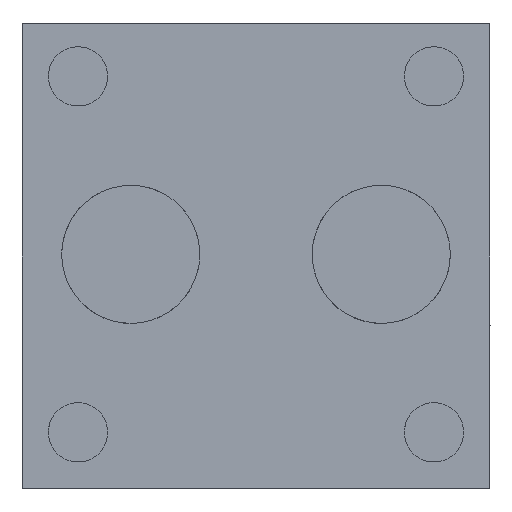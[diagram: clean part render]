
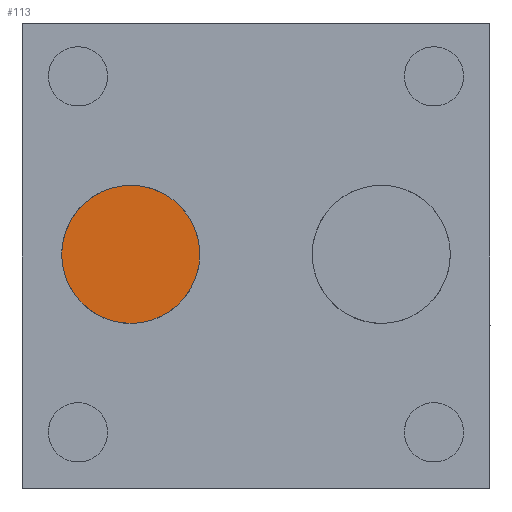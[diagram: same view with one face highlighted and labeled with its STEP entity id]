
A CAD part, left-side view. The second image highlights one B-rep face of the part: STEP entity #113.
In plain terms, the highlighted planar face has unit normal (-1, 0, 0).
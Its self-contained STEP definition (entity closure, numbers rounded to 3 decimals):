
#113=ADVANCED_FACE($,(#307),#2559,.T.);
#307=FACE_OUTER_BOUND($,#545,.T.);
#545=EDGE_LOOP($,(#1006,#1007,#1008,#1009));
#1006=ORIENTED_EDGE($,*,*,#1899,.F.);
#1007=ORIENTED_EDGE($,*,*,#1900,.F.);
#1008=ORIENTED_EDGE($,*,*,#1901,.F.);
#1009=ORIENTED_EDGE($,*,*,#1898,.F.);
#1898=EDGE_CURVE($,#2361,#2362,#2864,.T.);
#1899=EDGE_CURVE($,#2363,#2361,#2865,.T.);
#1900=EDGE_CURVE($,#2364,#2363,#2866,.T.);
#1901=EDGE_CURVE($,#2362,#2364,#2867,.T.);
#2361=VERTEX_POINT($,#6831);
#2362=VERTEX_POINT($,#6832);
#2363=VERTEX_POINT($,#6833);
#2364=VERTEX_POINT($,#6834);
#2559=PLANE($,#3333);
#2864=(
BOUNDED_CURVE()
B_SPLINE_CURVE(2,(#4326,#4327,#4328),.UNSPECIFIED.,.F.,.F.)
B_SPLINE_CURVE_WITH_KNOTS((3,3),(-4.712,-3.142),.UNSPECIFIED.)
CURVE()
GEOMETRIC_REPRESENTATION_ITEM()
RATIONAL_B_SPLINE_CURVE((1.,0.707,1.))
REPRESENTATION_ITEM($)
);
#2865=(
BOUNDED_CURVE()
B_SPLINE_CURVE(2,(#4329,#4330,#4331),.UNSPECIFIED.,.F.,.F.)
B_SPLINE_CURVE_WITH_KNOTS((3,3),(-6.283,-4.712),.UNSPECIFIED.)
CURVE()
GEOMETRIC_REPRESENTATION_ITEM()
RATIONAL_B_SPLINE_CURVE((1.,0.707,1.))
REPRESENTATION_ITEM($)
);
#2866=(
BOUNDED_CURVE()
B_SPLINE_CURVE(2,(#4332,#4333,#4334),.UNSPECIFIED.,.F.,.F.)
B_SPLINE_CURVE_WITH_KNOTS((3,3),(-7.854,-6.283),.UNSPECIFIED.)
CURVE()
GEOMETRIC_REPRESENTATION_ITEM()
RATIONAL_B_SPLINE_CURVE((1.,0.707,1.))
REPRESENTATION_ITEM($)
);
#2867=(
BOUNDED_CURVE()
B_SPLINE_CURVE(2,(#4335,#4336,#4337),.UNSPECIFIED.,.F.,.F.)
B_SPLINE_CURVE_WITH_KNOTS((3,3),(-9.425,-7.854),.UNSPECIFIED.)
CURVE()
GEOMETRIC_REPRESENTATION_ITEM()
RATIONAL_B_SPLINE_CURVE((1.,0.707,1.))
REPRESENTATION_ITEM($)
);
#3333=AXIS2_PLACEMENT_3D($,#5401,#3386,$);
#3386=DIRECTION($,(-1.,0.,0.));
#4326=CARTESIAN_POINT($,(-7.486,336.808,90.978));
#4327=CARTESIAN_POINT($,(-7.486,326.331,90.978));
#4328=CARTESIAN_POINT($,(-7.486,326.331,80.5));
#4329=CARTESIAN_POINT($,(-7.486,347.286,80.5));
#4330=CARTESIAN_POINT($,(-7.486,347.286,90.978));
#4331=CARTESIAN_POINT($,(-7.486,336.808,90.978));
#4332=CARTESIAN_POINT($,(-7.486,336.808,70.023));
#4333=CARTESIAN_POINT($,(-7.486,347.286,70.023));
#4334=CARTESIAN_POINT($,(-7.486,347.286,80.5));
#4335=CARTESIAN_POINT($,(-7.486,326.331,80.5));
#4336=CARTESIAN_POINT($,(-7.486,326.331,70.023));
#4337=CARTESIAN_POINT($,(-7.486,336.808,70.023));
#5401=CARTESIAN_POINT($,(-7.486,326.331,70.023));
#6831=CARTESIAN_POINT($,(-7.486,336.808,90.978));
#6832=CARTESIAN_POINT($,(-7.486,326.331,80.5));
#6833=CARTESIAN_POINT($,(-7.486,347.286,80.5));
#6834=CARTESIAN_POINT($,(-7.486,336.808,70.023));
